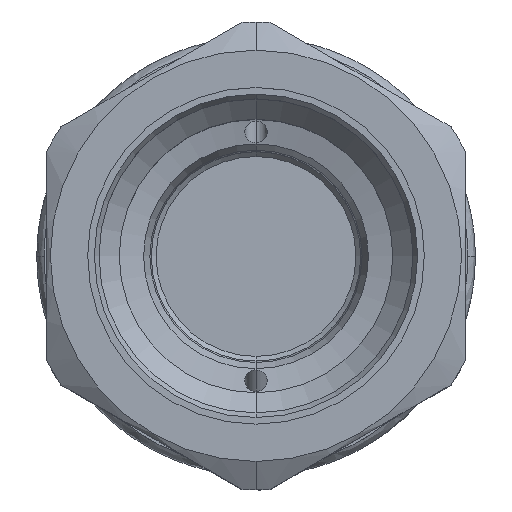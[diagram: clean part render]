
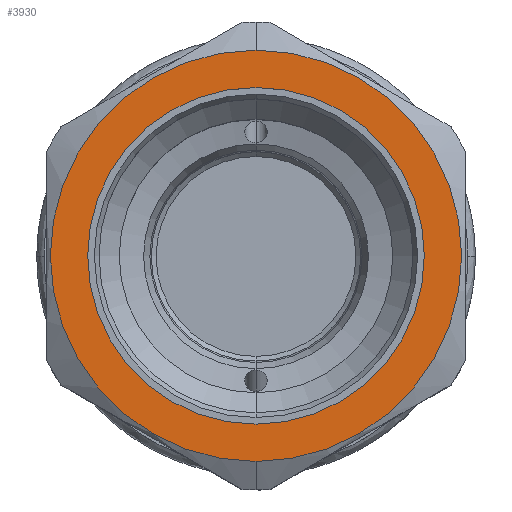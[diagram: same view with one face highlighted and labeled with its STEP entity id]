
A CAD part, top view. The second image highlights one B-rep face of the part: STEP entity #3930.
In plain terms, the highlighted planar face has unit normal (0, 0, 1).
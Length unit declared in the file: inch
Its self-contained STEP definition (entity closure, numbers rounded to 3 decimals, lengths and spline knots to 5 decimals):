
#1253=CARTESIAN_POINT('',(0.,0.,3.1565));
#1254=DIRECTION('',(0.,0.,1.));
#1255=DIRECTION('',(0.,-1.,0.));
#1256=AXIS2_PLACEMENT_3D('',#1253,#1254,#1255);
#1258=CARTESIAN_POINT('',(0.,0.,3.1565));
#1259=DIRECTION('',(0.,0.,1.));
#1260=DIRECTION('',(0.,1.,0.));
#1261=AXIS2_PLACEMENT_3D('',#1258,#1259,#1260);
#1263=CARTESIAN_POINT('',(0.,0.,3.1565));
#1264=DIRECTION('',(0.,0.,1.));
#1265=DIRECTION('',(0.,-1.,0.));
#1266=AXIS2_PLACEMENT_3D('',#1263,#1264,#1265);
#1268=CARTESIAN_POINT('',(0.,0.,3.1565));
#1269=DIRECTION('',(0.,0.,1.));
#1270=DIRECTION('',(0.,1.,0.));
#1271=AXIS2_PLACEMENT_3D('',#1268,#1269,#1270);
#2125=CARTESIAN_POINT('',(0.,-0.43,3.1565));
#2126=CARTESIAN_POINT('',(0.,0.43,3.1565));
#2127=VERTEX_POINT('',#2125);
#2128=VERTEX_POINT('',#2126);
#2241=CARTESIAN_POINT('',(0.,-0.352,3.1565));
#2242=CARTESIAN_POINT('',(0.,0.352,3.1565));
#2243=VERTEX_POINT('',#2241);
#2244=VERTEX_POINT('',#2242);
#3915=CARTESIAN_POINT('',(0.,0.,3.1565));
#3916=DIRECTION('',(0.,0.,1.));
#3917=DIRECTION('',(0.,1.,0.));
#3918=AXIS2_PLACEMENT_3D('',#3915,#3916,#3917);
#3919=PLANE('',#3918);
#3920=ORIENTED_EDGE('',*,*,#3770,.F.);
#3921=ORIENTED_EDGE('',*,*,#3798,.F.);
#3922=EDGE_LOOP('',(#3920,#3921));
#3923=FACE_OUTER_BOUND('',#3922,.F.);
#3925=ORIENTED_EDGE('',*,*,#3924,.T.);
#3927=ORIENTED_EDGE('',*,*,#3926,.T.);
#3928=EDGE_LOOP('',(#3925,#3927));
#3929=FACE_BOUND('',#3928,.F.);
#3930=ADVANCED_FACE('',(#3923,#3929),#3919,.T.);
#1257=CIRCLE('',#1256,0.43);
#1262=CIRCLE('',#1261,0.43);
#1267=CIRCLE('',#1266,0.352);
#1272=CIRCLE('',#1271,0.352);
#3770=EDGE_CURVE('',#2127,#2128,#1257,.T.);
#3798=EDGE_CURVE('',#2128,#2127,#1262,.T.);
#3924=EDGE_CURVE('',#2243,#2244,#1267,.T.);
#3926=EDGE_CURVE('',#2244,#2243,#1272,.T.);
